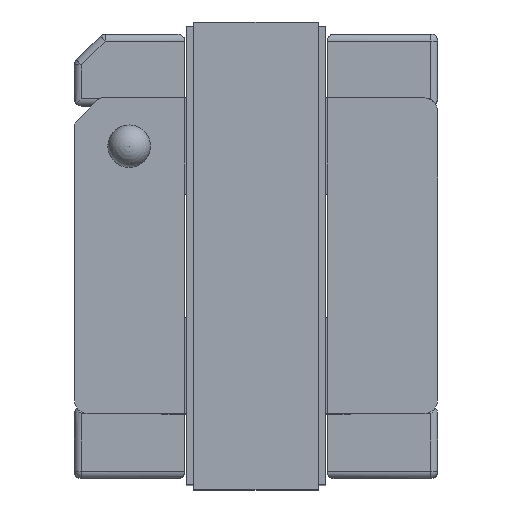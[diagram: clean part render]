
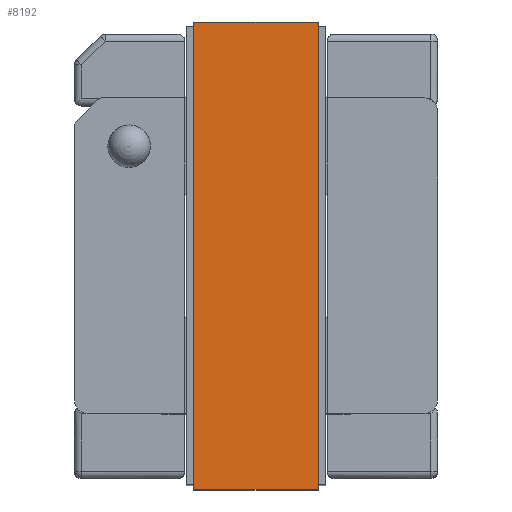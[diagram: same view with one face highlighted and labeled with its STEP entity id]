
A CAD part, top view. The second image highlights one B-rep face of the part: STEP entity #8192.
In plain terms, the highlighted face is planar.
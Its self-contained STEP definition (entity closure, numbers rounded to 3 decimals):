
#696=LINE('',#14066,#1110);
#700=LINE('',#14075,#1114);
#704=LINE('',#14084,#1118);
#707=LINE('',#14089,#1121);
#1110=VECTOR('',#10475,1000.);
#1114=VECTOR('',#10481,1000.);
#1118=VECTOR('',#10487,1000.);
#1121=VECTOR('',#10494,1000.);
#1534=PLANE('',#8827);
#3173=ORIENTED_EDGE('',*,*,#3986,.F.);
#3174=ORIENTED_EDGE('',*,*,#3997,.F.);
#3175=ORIENTED_EDGE('',*,*,#3990,.T.);
#3176=ORIENTED_EDGE('',*,*,#3994,.T.);
#3986=EDGE_CURVE('',#4465,#4466,#696,.T.);
#3990=EDGE_CURVE('',#4469,#4470,#700,.T.);
#3994=EDGE_CURVE('',#4470,#4466,#704,.T.);
#3997=EDGE_CURVE('',#4469,#4465,#707,.T.);
#4465=VERTEX_POINT('',#14067);
#4466=VERTEX_POINT('',#14068);
#4469=VERTEX_POINT('',#14076);
#4470=VERTEX_POINT('',#14077);
#4928=EDGE_LOOP('',(#3173,#3174,#3175,#3176));
#5304=FACE_BOUND('',#4928,.T.);
#8192=ADVANCED_FACE('',(#5304),#1534,.T.);
#8827=AXIS2_PLACEMENT_3D('',#14090,#10495,#10496);
#10475=DIRECTION('',(0.,0.,1.));
#10481=DIRECTION('',(0.,0.,1.));
#10487=DIRECTION('',(1.,0.,0.));
#10494=DIRECTION('',(1.,0.,0.));
#10495=DIRECTION('',(0.,1.,0.));
#10496=DIRECTION('',(1.,0.,0.));
#14066=CARTESIAN_POINT('',(2.227,21.866,-8.361));
#14067=CARTESIAN_POINT('',(2.227,21.866,-8.361));
#14068=CARTESIAN_POINT('',(2.227,21.866,8.359));
#14075=CARTESIAN_POINT('',(-2.223,21.866,-8.361));
#14076=CARTESIAN_POINT('',(-2.223,21.866,-8.361));
#14077=CARTESIAN_POINT('',(-2.223,21.866,8.359));
#14084=CARTESIAN_POINT('',(-2.223,21.866,8.359));
#14089=CARTESIAN_POINT('',(-2.223,21.866,-8.361));
#14090=CARTESIAN_POINT('',(-2.223,21.866,-8.361));
